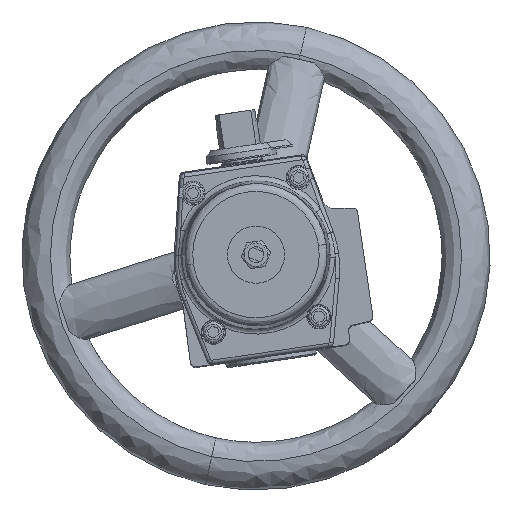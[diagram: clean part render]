
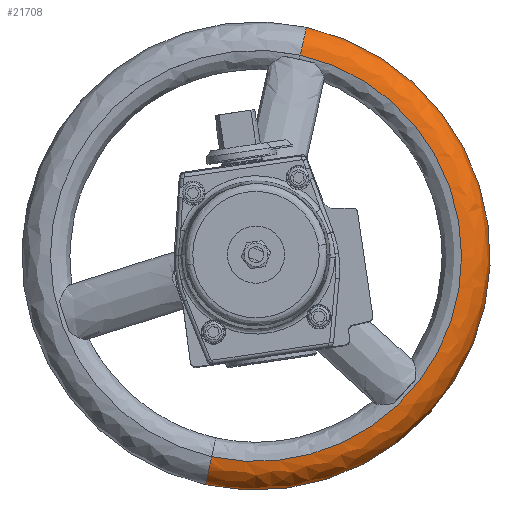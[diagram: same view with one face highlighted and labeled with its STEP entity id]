
A CAD part, top view. The second image highlights one B-rep face of the part: STEP entity #21708.
In plain terms, the highlighted free-form (B-spline) face has degree [3, 3] with [4, 4] control points.
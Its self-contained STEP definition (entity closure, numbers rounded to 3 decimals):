
#325 = CARTESIAN_POINT ( 'NONE',  ( 12.927, -48.414, 51.64 ) ) ;
#453 = ORIENTED_EDGE ( 'NONE', *, *, #10474, .T. ) ;
#702 = EDGE_CURVE ( 'NONE', #20117, #10996, #5341, .T. ) ;
#716 = CARTESIAN_POINT ( 'NONE',  ( 10.557, -59.156, 51.64 ) ) ;
#1054 = CARTESIAN_POINT ( 'NONE',  ( 11.538, -54.707, 62.64 ) ) ;
#1097 = CARTESIAN_POINT ( 'NONE',  ( 12.927, -48.414, 62.64 ) ) ;
#1170 =( BOUNDED_SURFACE ( )  B_SPLINE_SURFACE ( 3, 3, ( 
 ( #2446, #2825, #11814, #716 ),
 ( #7513, #6415, #1753, #20787 ),
 ( #8225, #21852, #6759, #1054 ),
 ( #8596, #4602, #14314, #8964 ) ),
 .UNSPECIFIED., .F., .F., .F. ) 
 B_SPLINE_SURFACE_WITH_KNOTS ( ( 4, 4 ),
 ( 4, 4 ),
 ( 0., 1. ),
 ( 0., 1. ),
 .UNSPECIFIED. ) 
 GEOMETRIC_REPRESENTATION_ITEM ( )  RATIONAL_B_SPLINE_SURFACE ( (
 ( 1., 0.333, 0.333, 1.),
 ( 0.805, 0.268, 0.268, 0.805),
 ( 0.805, 0.268, 0.268, 0.805),
 ( 1., 0.333, 0.333, 1.) ) ) 
 REPRESENTATION_ITEM ( '' )  SURFACE ( )  );
#1753 = CARTESIAN_POINT ( 'NONE',  ( 186.33, -97.935, 58.084 ) ) ;
#1826 = DIRECTION ( 'NONE',  ( 0., 0., -1. ) ) ;
#2446 = CARTESIAN_POINT ( 'NONE',  ( 49.336, 116.617, 51.64 ) ) ;
#2753 = CARTESIAN_POINT ( 'NONE',  ( 49.336, 116.617, 51.64 ) ) ;
#2825 = CARTESIAN_POINT ( 'NONE',  ( 225.109, 77.838, 51.64 ) ) ;
#3417 = CARTESIAN_POINT ( 'NONE',  ( 46.966, 105.875, 62.64 ) ) ;
#3658 = EDGE_LOOP ( 'NONE', ( #19749, #4330, #18887, #15091, #453 ) ) ;
#4330 = ORIENTED_EDGE ( 'NONE', *, *, #9610, .F. ) ;
#4527 = AXIS2_PLACEMENT_3D ( 'NONE', #18230, #16758, #20014 ) ;
#4602 = CARTESIAN_POINT ( 'NONE',  ( 201.256, 71.836, 62.64 ) ) ;
#4664 = EDGE_CURVE ( 'NONE', #10996, #12728, #17402, .T. ) ;
#4834 = CARTESIAN_POINT ( 'NONE',  ( 108.947, 28.73, 62.64 ) ) ;
#5341 = CIRCLE ( 'NONE', #12793, 11. ) ;
#5789 = DIRECTION ( 'NONE',  ( 0., 0., -1. ) ) ;
#6191 = CIRCLE ( 'NONE', #4527, 90. ) ;
#6415 = CARTESIAN_POINT ( 'NONE',  ( 225.109, 77.838, 58.084 ) ) ;
#6759 = CARTESIAN_POINT ( 'NONE',  ( 178.413, -91.523, 62.64 ) ) ;
#7513 = CARTESIAN_POINT ( 'NONE',  ( 49.336, 116.617, 58.084 ) ) ;
#7601 = CARTESIAN_POINT ( 'NONE',  ( 46.966, 105.875, 51.64 ) ) ;
#8225 = CARTESIAN_POINT ( 'NONE',  ( 48.355, 112.168, 62.64 ) ) ;
#8596 = CARTESIAN_POINT ( 'NONE',  ( 46.966, 105.875, 62.64 ) ) ;
#8964 = CARTESIAN_POINT ( 'NONE',  ( 12.927, -48.414, 62.64 ) ) ;
#9610 = EDGE_CURVE ( 'NONE', #20117, #16528, #6191, .T. ) ;
#10108 = DIRECTION ( 'NONE',  ( 0.977, -0.215, 0. ) ) ;
#10474 = EDGE_CURVE ( 'NONE', #12728, #19479, #15919, .T. ) ;
#10996 = VERTEX_POINT ( 'NONE', #3417 ) ;
#11814 = CARTESIAN_POINT ( 'NONE',  ( 186.33, -97.935, 51.64 ) ) ;
#12609 = DIRECTION ( 'NONE',  ( 0.215, 0.977, 0. ) ) ;
#12728 = VERTEX_POINT ( 'NONE', #4834 ) ;
#12793 = AXIS2_PLACEMENT_3D ( 'NONE', #7601, #10108, #12609 ) ;
#12861 = DIRECTION ( 'NONE',  ( -0.215, -0.977, 0. ) ) ;
#14314 = CARTESIAN_POINT ( 'NONE',  ( 167.216, -82.454, 62.64 ) ) ;
#15091 = ORIENTED_EDGE ( 'NONE', *, *, #4664, .T. ) ;
#15487 = CARTESIAN_POINT ( 'NONE',  ( 29.947, 28.73, 62.64 ) ) ;
#15919 = CIRCLE ( 'NONE', #19658, 79. ) ;
#16528 = VERTEX_POINT ( 'NONE', #16848 ) ;
#16758 = DIRECTION ( 'NONE',  ( 0., 0., -1. ) ) ;
#16848 = CARTESIAN_POINT ( 'NONE',  ( 10.557, -59.156, 51.64 ) ) ;
#17196 = DIRECTION ( 'NONE',  ( -0.977, 0.215, 0. ) ) ;
#17402 = CIRCLE ( 'NONE', #21644, 79. ) ;
#17549 = FACE_OUTER_BOUND ( 'NONE', #3658, .T. ) ;
#18230 = CARTESIAN_POINT ( 'NONE',  ( 29.947, 28.73, 51.64 ) ) ;
#18411 = DIRECTION ( 'NONE',  ( 0.215, 0.977, 0. ) ) ;
#18619 = CIRCLE ( 'NONE', #19316, 11. ) ;
#18887 = ORIENTED_EDGE ( 'NONE', *, *, #702, .T. ) ;
#19316 = AXIS2_PLACEMENT_3D ( 'NONE', #325, #17196, #12861 ) ;
#19479 = VERTEX_POINT ( 'NONE', #1097 ) ;
#19658 = AXIS2_PLACEMENT_3D ( 'NONE', #20880, #1826, #21559 ) ;
#19749 = ORIENTED_EDGE ( 'NONE', *, *, #21703, .F. ) ;
#20014 = DIRECTION ( 'NONE',  ( 0.215, 0.977, 0. ) ) ;
#20117 = VERTEX_POINT ( 'NONE', #2753 ) ;
#20787 = CARTESIAN_POINT ( 'NONE',  ( 10.557, -59.156, 58.084 ) ) ;
#20880 = CARTESIAN_POINT ( 'NONE',  ( 29.947, 28.73, 62.64 ) ) ;
#21559 = DIRECTION ( 'NONE',  ( 0.215, 0.977, 0. ) ) ;
#21644 = AXIS2_PLACEMENT_3D ( 'NONE', #15487, #5789, #18411 ) ;
#21703 = EDGE_CURVE ( 'NONE', #16528, #19479, #18619, .T. ) ;
#21708 = ADVANCED_FACE ( 'NONE', ( #17549 ), #1170, .T. ) ;
#21852 = CARTESIAN_POINT ( 'NONE',  ( 215.229, 75.351, 62.64 ) ) ;
